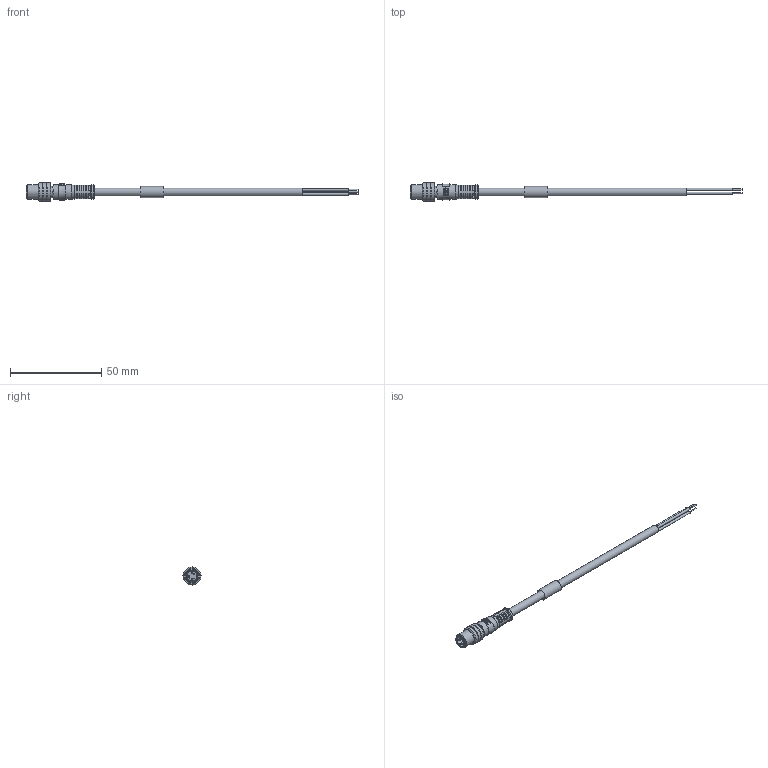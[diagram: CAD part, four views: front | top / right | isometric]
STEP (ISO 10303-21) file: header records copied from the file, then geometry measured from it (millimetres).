
FILE_DESCRIPTION (( 'STEP AP214' ), '1' );
FILE_NAME ('TRG324-C4Y.STEP', '2018-04-06T15:25:50', ( '' ), ( '' ), 'SwSTEP 2.0', 'SolidWorks 2017', '' );
FILE_SCHEMA (( 'AUTOMOTIVE_DESIGN' ));
Length unit declared in the file: inch
Products named in the file (4): 1AW01-003_.236 ID; TRG324-C4Y-MA1; TRG324-C4Y-MA2_Stripped; TRG324-C4Y
Assembly tree (3 placements, depth 2):
  TRG324-C4Y
    TRG324-C4Y-MA2_Stripped
    TRG324-C4Y-MA1
    1AW01-003_.236 ID
Bounding box: 182.15 x 10 x 10 mm (x, y, z)
Volume: 3532.9 mm3; surface area: 4728.7 mm2
Topology: 3 solids, 3 shells, 551 faces, 1454 edges, 958 vertices
Faces by surface type: plane 294, cylinder 195, cone 28, bspline 19, torus 8, sphere 7
Full cylindrical faces by diameter (mm): 0.643 x3, 1.05 x3, 1.1 x3, 1.3 x3, 1.321 x3, 1.6 x3, 4.318 x1, 4.5 x1, 5.8 x1, 5.994 x1, 6.096 x1, 6.23 x1, 6.28 x1, 6.4 x1, 6.9 x1, 7.05 x1, 7.696 x1, 7.798 x1, 8 x1, 8.204 x1, 9.2 x2, 10 x3
Entity records: 20303 total; most frequent: CARTESIAN_POINT 6898, ORIENTED_EDGE 2672, DIRECTION 2533, EDGE_CURVE 1336, AXIS2_PLACEMENT_3D 1007, VERTEX_POINT 911, EDGE_LOOP 673, FACE_OUTER_BOUND 588
